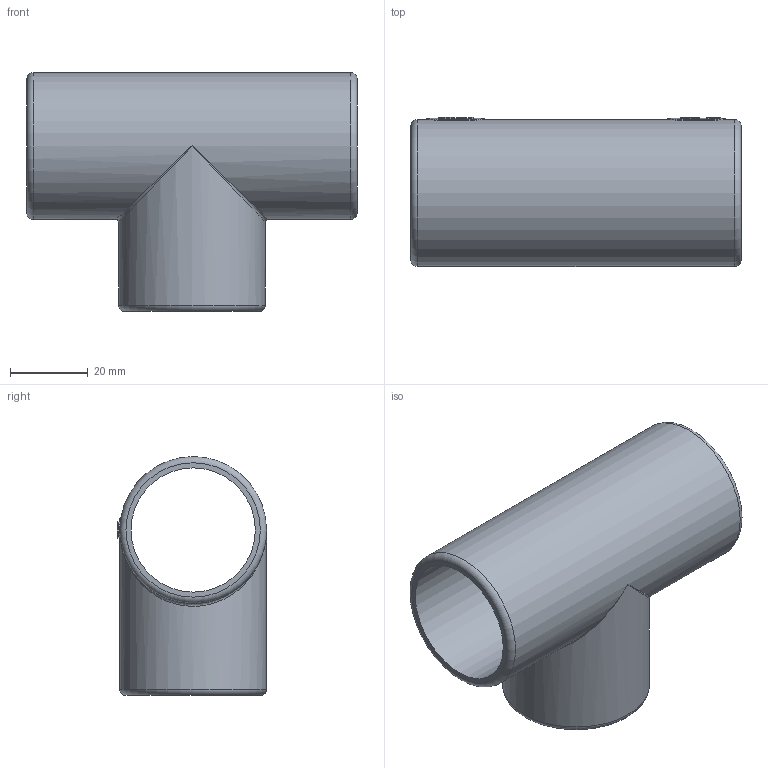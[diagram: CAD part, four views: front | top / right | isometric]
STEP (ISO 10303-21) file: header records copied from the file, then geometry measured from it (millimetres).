
FILE_DESCRIPTION (( 'STEP AP203' ), '1' );
FILE_NAME ('CTA10D-TIG32-K41-005 Òðîéíèê îòêðûâàþùèéñÿ TI32G IEK (5 øò óïàê).STEP', '2016-05-13T12:35:38', ( '' ), ( '' ), 'SwSTEP 2.0', 'SolidWorks 2014', '' );
FILE_SCHEMA (( 'CONFIG_CONTROL_DESIGN' ));
Length unit declared in the file: millimetre
Products named in the file (1): CTA10D-TIG32-K41-005 Òðîéíèê îòêðûâàþùèéñÿ TI32G IEK (5 øò óïàê)
Bounding box: 85 x 38.4 x 61.5 mm (x, y, z)
Volume: 36116.4 mm3; surface area: 25290.9 mm2
Topology: 1 solids, 1 shells, 115 faces, 300 edges, 196 vertices
Faces by surface type: plane 56, bspline 35, cylinder 21, torus 3
Full cylindrical faces by diameter (mm): 32 x2, 37.8 x2
Entity records: 5561 total; most frequent: CARTESIAN_POINT 3056, ORIENTED_EDGE 568, DIRECTION 374, EDGE_CURVE 284, VERTEX_POINT 192, EDGE_LOOP 138, LINE 134, VECTOR 134
